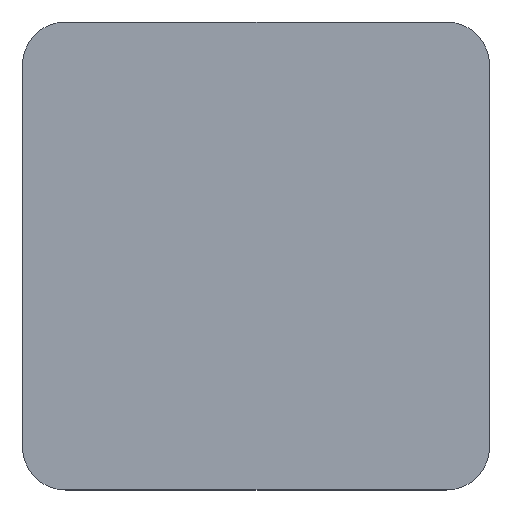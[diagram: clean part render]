
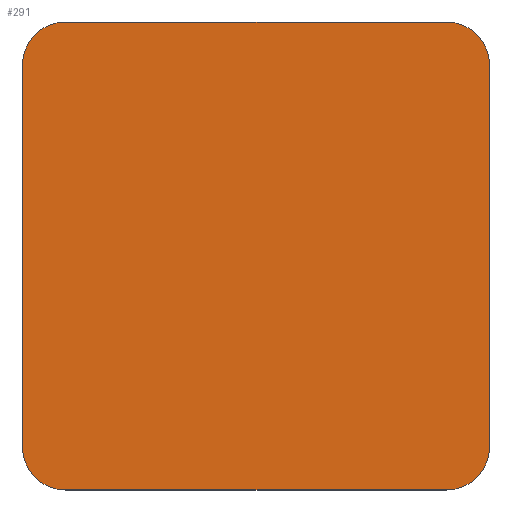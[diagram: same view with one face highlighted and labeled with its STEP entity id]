
A CAD part, top view. The second image highlights one B-rep face of the part: STEP entity #291.
In plain terms, the highlighted planar face has unit normal (0, 0, 1).
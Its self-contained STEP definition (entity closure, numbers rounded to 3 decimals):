
#3 = EDGE_CURVE ( 'NONE', #61, #149, #320, .T. ) ;
#23 = CARTESIAN_POINT ( 'NONE',  ( 2., 2., 1.5 ) ) ;
#37 = VERTEX_POINT ( 'NONE', #105 ) ;
#41 = CIRCLE ( 'NONE', #210, 2. ) ;
#44 = CARTESIAN_POINT ( 'NONE',  ( 21.7, 0., 1.5 ) ) ;
#45 = CARTESIAN_POINT ( 'NONE',  ( 2., 21.741, 1.5 ) ) ;
#52 = CARTESIAN_POINT ( 'NONE',  ( 0., 0., 1.5 ) ) ;
#57 = DIRECTION ( 'NONE',  ( 0., 0., 1. ) ) ;
#59 = ORIENTED_EDGE ( 'NONE', *, *, #295, .T. ) ;
#61 = VERTEX_POINT ( 'NONE', #275 ) ;
#75 = EDGE_CURVE ( 'NONE', #198, #294, #90, .T. ) ;
#76 = DIRECTION ( 'NONE',  ( 0., 1., 0. ) ) ;
#86 = CARTESIAN_POINT ( 'NONE',  ( 0., 0., 1.5 ) ) ;
#88 = CARTESIAN_POINT ( 'NONE',  ( 0., 19.741, 1.5 ) ) ;
#89 = FACE_OUTER_BOUND ( 'NONE', #109, .T. ) ;
#90 = LINE ( 'NONE', #44, #123 ) ;
#91 = ORIENTED_EDGE ( 'NONE', *, *, #3, .T. ) ;
#93 = DIRECTION ( 'NONE',  ( 0., 0., 1. ) ) ;
#105 = CARTESIAN_POINT ( 'NONE',  ( 0., 2., 1.5 ) ) ;
#109 = EDGE_LOOP ( 'NONE', ( #289, #241, #91, #217, #282, #272, #59, #251 ) ) ;
#123 = VECTOR ( 'NONE', #76, 1000. ) ;
#130 = AXIS2_PLACEMENT_3D ( 'NONE', #264, #57, #339 ) ;
#139 = DIRECTION ( 'NONE',  ( 0., 0., 1. ) ) ;
#140 = DIRECTION ( 'NONE',  ( 0., -1., 0. ) ) ;
#149 = VERTEX_POINT ( 'NONE', #45 ) ;
#153 = CIRCLE ( 'NONE', #174, 2. ) ;
#158 = CARTESIAN_POINT ( 'NONE',  ( 21.7, 2., 1.5 ) ) ;
#164 = CARTESIAN_POINT ( 'NONE',  ( 2., 19.741, 1.5 ) ) ;
#167 = LINE ( 'NONE', #52, #248 ) ;
#174 = AXIS2_PLACEMENT_3D ( 'NONE', #164, #93, #341 ) ;
#184 = VECTOR ( 'NONE', #140, 1000. ) ;
#189 = CARTESIAN_POINT ( 'NONE',  ( 19.7, 2., 1.5 ) ) ;
#195 = VECTOR ( 'NONE', #273, 1000. ) ;
#198 = VERTEX_POINT ( 'NONE', #158 ) ;
#199 = CARTESIAN_POINT ( 'NONE',  ( 0., 21.741, 1.5 ) ) ;
#210 = AXIS2_PLACEMENT_3D ( 'NONE', #189, #265, #215 ) ;
#215 = DIRECTION ( 'NONE',  ( -1., 0., 0. ) ) ;
#217 = ORIENTED_EDGE ( 'NONE', *, *, #284, .T. ) ;
#228 = VERTEX_POINT ( 'NONE', #237 ) ;
#229 = LINE ( 'NONE', #334, #184 ) ;
#231 = VERTEX_POINT ( 'NONE', #88 ) ;
#237 = CARTESIAN_POINT ( 'NONE',  ( 2., 0., 1.5 ) ) ;
#238 = PLANE ( 'NONE',  #258 ) ;
#241 = ORIENTED_EDGE ( 'NONE', *, *, #290, .T. ) ;
#243 = DIRECTION ( 'NONE',  ( 0., 0., -1. ) ) ;
#248 = VECTOR ( 'NONE', #286, 1000. ) ;
#251 = ORIENTED_EDGE ( 'NONE', *, *, #269, .T. ) ;
#258 = AXIS2_PLACEMENT_3D ( 'NONE', #86, #243, #311 ) ;
#264 = CARTESIAN_POINT ( 'NONE',  ( 19.7, 19.741, 1.5 ) ) ;
#265 = DIRECTION ( 'NONE',  ( 0., 0., 1. ) ) ;
#269 = EDGE_CURVE ( 'NONE', #327, #198, #41, .T. ) ;
#272 = ORIENTED_EDGE ( 'NONE', *, *, #325, .T. ) ;
#273 = DIRECTION ( 'NONE',  ( -1., 0., 0. ) ) ;
#275 = CARTESIAN_POINT ( 'NONE',  ( 19.7, 21.741, 1.5 ) ) ;
#282 = ORIENTED_EDGE ( 'NONE', *, *, #321, .T. ) ;
#284 = EDGE_CURVE ( 'NONE', #149, #231, #153, .T. ) ;
#285 = CARTESIAN_POINT ( 'NONE',  ( 21.7, 19.741, 1.5 ) ) ;
#286 = DIRECTION ( 'NONE',  ( 1., 0., 0. ) ) ;
#289 = ORIENTED_EDGE ( 'NONE', *, *, #75, .T. ) ;
#290 = EDGE_CURVE ( 'NONE', #294, #61, #301, .T. ) ;
#291 = ADVANCED_FACE ( 'NONE', ( #89 ), #238, .F. ) ;
#292 = CIRCLE ( 'NONE', #306, 2. ) ;
#294 = VERTEX_POINT ( 'NONE', #285 ) ;
#295 = EDGE_CURVE ( 'NONE', #228, #327, #167, .T. ) ;
#301 = CIRCLE ( 'NONE', #130, 2. ) ;
#306 = AXIS2_PLACEMENT_3D ( 'NONE', #23, #139, #312 ) ;
#311 = DIRECTION ( 'NONE',  ( -1., 0., 0. ) ) ;
#312 = DIRECTION ( 'NONE',  ( -1., 0., 0. ) ) ;
#320 = LINE ( 'NONE', #199, #195 ) ;
#321 = EDGE_CURVE ( 'NONE', #231, #37, #229, .T. ) ;
#325 = EDGE_CURVE ( 'NONE', #37, #228, #292, .T. ) ;
#327 = VERTEX_POINT ( 'NONE', #337 ) ;
#334 = CARTESIAN_POINT ( 'NONE',  ( 0., 0., 1.5 ) ) ;
#337 = CARTESIAN_POINT ( 'NONE',  ( 19.7, 0., 1.5 ) ) ;
#339 = DIRECTION ( 'NONE',  ( -1., 0., 0. ) ) ;
#341 = DIRECTION ( 'NONE',  ( -1., 0., 0. ) ) ;
